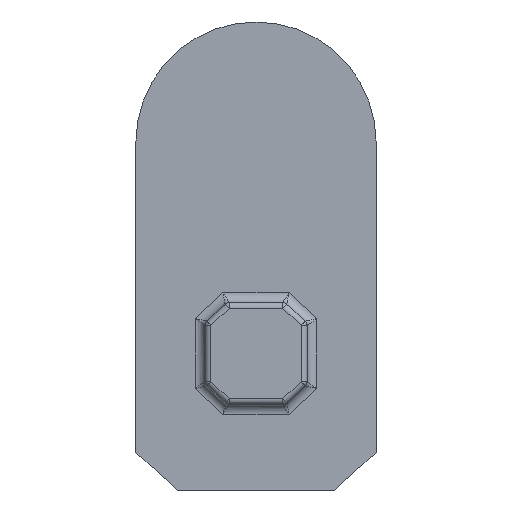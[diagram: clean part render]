
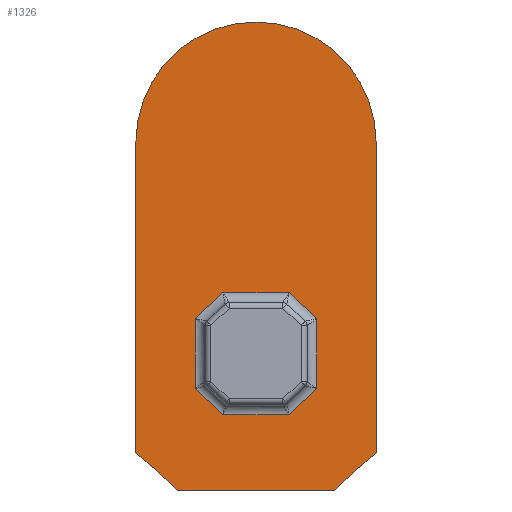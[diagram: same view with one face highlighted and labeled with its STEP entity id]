
A CAD part, front view. The second image highlights one B-rep face of the part: STEP entity #1326.
In plain terms, the highlighted planar face has unit normal (0, -1, 0).
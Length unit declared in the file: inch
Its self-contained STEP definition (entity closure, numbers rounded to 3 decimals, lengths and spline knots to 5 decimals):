
#44 = EDGE_LOOP ( 'NONE', ( #3566, #3919, #2511, #3716, #5918, #208 ) ) ;
#76 = VERTEX_POINT ( 'NONE', #6754 ) ;
#126 = VERTEX_POINT ( 'NONE', #5200 ) ;
#196 = EDGE_LOOP ( 'NONE', ( #640, #1879, #2312, #1640, #3341, #3034, #2682, #4681 ) ) ;
#208 = ORIENTED_EDGE ( 'NONE', *, *, #5212, .F. ) ;
#293 = CARTESIAN_POINT ( 'NONE',  ( 0.824, 0., 0. ) ) ;
#444 = DIRECTION ( 'NONE',  ( 0., 0., 1. ) ) ;
#452 = DIRECTION ( 'NONE',  ( 0., 1., 0. ) ) ;
#531 = FACE_BOUND ( 'NONE', #196, .T. ) ;
#576 = AXIS2_PLACEMENT_3D ( 'NONE', #7092, #3798, #444 ) ;
#616 = EDGE_CURVE ( 'NONE', #3849, #4138, #3530, .T. ) ;
#640 = ORIENTED_EDGE ( 'NONE', *, *, #5170, .T. ) ;
#832 = EDGE_CURVE ( 'NONE', #126, #76, #2340, .T. ) ;
#989 = CARTESIAN_POINT ( 'NONE',  ( 0., 0., 0. ) ) ;
#1086 = EDGE_CURVE ( 'NONE', #4765, #3899, #6869, .T. ) ;
#1107 = VECTOR ( 'NONE', #6181, 39.37008 ) ;
#1135 = FACE_OUTER_BOUND ( 'NONE', #44, .T. ) ;
#1144 = CARTESIAN_POINT ( 'NONE',  ( 0.39674, 0., -1.19042 ) ) ;
#1145 = CARTESIAN_POINT ( 'NONE',  ( -0.227, 0., -1.032 ) ) ;
#1306 = DIRECTION ( 'NONE',  ( 0., 0., 1. ) ) ;
#1326 = ADVANCED_FACE ( 'NONE', ( #531, #1135 ), #3272, .F. ) ;
#1523 = CARTESIAN_POINT ( 'NONE',  ( -0.4185, 0., -1.69027 ) ) ;
#1640 = ORIENTED_EDGE ( 'NONE', *, *, #2206, .T. ) ;
#1682 = DIRECTION ( 'NONE',  ( 0.731, 0., -0.682 ) ) ;
#1704 = VERTEX_POINT ( 'NONE', #5158 ) ;
#1797 = VERTEX_POINT ( 'NONE', #7099 ) ;
#1798 = VECTOR ( 'NONE', #5320, 39.37008 ) ;
#1827 = CARTESIAN_POINT ( 'NONE',  ( -0.2, 0., -1.869 ) ) ;
#1845 = VECTOR ( 'NONE', #1306, 39.37008 ) ;
#1879 = ORIENTED_EDGE ( 'NONE', *, *, #4470, .T. ) ;
#2032 = CARTESIAN_POINT ( 'NONE',  ( -0.824, 0., 0. ) ) ;
#2094 = VECTOR ( 'NONE', #2390, 39.37008 ) ;
#2105 = EDGE_CURVE ( 'NONE', #4138, #3150, #7218, .T. ) ;
#2170 = VECTOR ( 'NONE', #6454, 39.37008 ) ;
#2206 = EDGE_CURVE ( 'NONE', #6079, #4765, #6352, .T. ) ;
#2312 = ORIENTED_EDGE ( 'NONE', *, *, #3364, .T. ) ;
#2324 = DIRECTION ( 'NONE',  ( 0.731, 0., 0.682 ) ) ;
#2340 = LINE ( 'NONE', #2556, #2170 ) ;
#2344 = AXIS2_PLACEMENT_3D ( 'NONE', #989, #452, #4381 ) ;
#2345 = EDGE_CURVE ( 'NONE', #6009, #1704, #6036, .T. ) ;
#2390 = DIRECTION ( 'NONE',  ( -1., 0., 0. ) ) ;
#2511 = ORIENTED_EDGE ( 'NONE', *, *, #2105, .F. ) ;
#2556 = CARTESIAN_POINT ( 'NONE',  ( 0.54, 0., -2.387 ) ) ;
#2569 = LINE ( 'NONE', #5085, #5351 ) ;
#2682 = ORIENTED_EDGE ( 'NONE', *, *, #2753, .T. ) ;
#2753 = EDGE_CURVE ( 'NONE', #1797, #6009, #5859, .T. ) ;
#2798 = LINE ( 'NONE', #1144, #4066 ) ;
#2994 = LINE ( 'NONE', #6768, #4092 ) ;
#3014 = LINE ( 'NONE', #4247, #4496 ) ;
#3034 = ORIENTED_EDGE ( 'NONE', *, *, #5326, .T. ) ;
#3150 = VERTEX_POINT ( 'NONE', #6684 ) ;
#3164 = CARTESIAN_POINT ( 'NONE',  ( -0.39674, 0., -1.71058 ) ) ;
#3272 = PLANE ( 'NONE',  #2344 ) ;
#3334 = LINE ( 'NONE', #293, #1798 ) ;
#3341 = ORIENTED_EDGE ( 'NONE', *, *, #1086, .T. ) ;
#3364 = EDGE_CURVE ( 'NONE', #6617, #6079, #2994, .T. ) ;
#3418 = CARTESIAN_POINT ( 'NONE',  ( 0.227, 0., -1.869 ) ) ;
#3530 = LINE ( 'NONE', #5769, #1845 ) ;
#3566 = ORIENTED_EDGE ( 'NONE', *, *, #832, .F. ) ;
#3716 = ORIENTED_EDGE ( 'NONE', *, *, #616, .F. ) ;
#3798 = DIRECTION ( 'NONE',  ( 0., 1., 0. ) ) ;
#3849 = VERTEX_POINT ( 'NONE', #5432 ) ;
#3899 = VERTEX_POINT ( 'NONE', #1523 ) ;
#3919 = ORIENTED_EDGE ( 'NONE', *, *, #3993, .F. ) ;
#3993 = EDGE_CURVE ( 'NONE', #3150, #126, #3334, .T. ) ;
#4066 = VECTOR ( 'NONE', #1682, 39.37008 ) ;
#4092 = VECTOR ( 'NONE', #4558, 39.37008 ) ;
#4122 = DIRECTION ( 'NONE',  ( 1., 0., 0. ) ) ;
#4138 = VERTEX_POINT ( 'NONE', #2032 ) ;
#4247 = CARTESIAN_POINT ( 'NONE',  ( -0.824, 0., -2.129 ) ) ;
#4381 = DIRECTION ( 'NONE',  ( 0., 0., 1. ) ) ;
#4388 = CARTESIAN_POINT ( 'NONE',  ( -0.227, 0., -1.869 ) ) ;
#4396 = VECTOR ( 'NONE', #2324, 39.37008 ) ;
#4403 = CARTESIAN_POINT ( 'NONE',  ( -0.54, 0., -2.387 ) ) ;
#4470 = EDGE_CURVE ( 'NONE', #5916, #6617, #6325, .T. ) ;
#4496 = VECTOR ( 'NONE', #5908, 39.37008 ) ;
#4549 = VECTOR ( 'NONE', #4122, 39.37008 ) ;
#4558 = DIRECTION ( 'NONE',  ( -0.731, 0., -0.682 ) ) ;
#4681 = ORIENTED_EDGE ( 'NONE', *, *, #2345, .T. ) ;
#4765 = VERTEX_POINT ( 'NONE', #4388 ) ;
#4868 = VECTOR ( 'NONE', #5708, 39.37008 ) ;
#4928 = CARTESIAN_POINT ( 'NONE',  ( 0.4185, 0., -1.21073 ) ) ;
#5085 = CARTESIAN_POINT ( 'NONE',  ( -0.4185, 0., -1.2405 ) ) ;
#5158 = CARTESIAN_POINT ( 'NONE',  ( 0.227, 0., -1.032 ) ) ;
#5170 = EDGE_CURVE ( 'NONE', #1704, #5916, #2798, .T. ) ;
#5200 = CARTESIAN_POINT ( 'NONE',  ( 0.824, 0., -2.129 ) ) ;
#5202 = CARTESIAN_POINT ( 'NONE',  ( 0.2, 0., -1.032 ) ) ;
#5212 = EDGE_CURVE ( 'NONE', #76, #6410, #6843, .T. ) ;
#5320 = DIRECTION ( 'NONE',  ( 0., 0., -1. ) ) ;
#5326 = EDGE_CURVE ( 'NONE', #3899, #1797, #2569, .T. ) ;
#5351 = VECTOR ( 'NONE', #5662, 39.37008 ) ;
#5432 = CARTESIAN_POINT ( 'NONE',  ( -0.824, 0., -2.129 ) ) ;
#5605 = VECTOR ( 'NONE', #6480, 39.37008 ) ;
#5620 = CARTESIAN_POINT ( 'NONE',  ( -0.54, 0., -2.387 ) ) ;
#5629 = EDGE_CURVE ( 'NONE', #6410, #3849, #3014, .T. ) ;
#5662 = DIRECTION ( 'NONE',  ( 0., 0., 1. ) ) ;
#5694 = CARTESIAN_POINT ( 'NONE',  ( 0.4185, 0., -1.6605 ) ) ;
#5708 = DIRECTION ( 'NONE',  ( 0., 0., -1. ) ) ;
#5769 = CARTESIAN_POINT ( 'NONE',  ( -0.824, 0., 0. ) ) ;
#5859 = LINE ( 'NONE', #6239, #4396 ) ;
#5908 = DIRECTION ( 'NONE',  ( -0.74, 0., 0.672 ) ) ;
#5916 = VERTEX_POINT ( 'NONE', #4928 ) ;
#5918 = ORIENTED_EDGE ( 'NONE', *, *, #5629, .F. ) ;
#6009 = VERTEX_POINT ( 'NONE', #1145 ) ;
#6036 = LINE ( 'NONE', #5202, #4549 ) ;
#6079 = VERTEX_POINT ( 'NONE', #3418 ) ;
#6181 = DIRECTION ( 'NONE',  ( -1., 0., 0. ) ) ;
#6239 = CARTESIAN_POINT ( 'NONE',  ( -0.24674, 0., -1.05042 ) ) ;
#6325 = LINE ( 'NONE', #5694, #4868 ) ;
#6352 = LINE ( 'NONE', #1827, #2094 ) ;
#6410 = VERTEX_POINT ( 'NONE', #4403 ) ;
#6454 = DIRECTION ( 'NONE',  ( -0.74, 0., -0.672 ) ) ;
#6480 = DIRECTION ( 'NONE',  ( -0.731, 0., 0.682 ) ) ;
#6617 = VERTEX_POINT ( 'NONE', #7189 ) ;
#6684 = CARTESIAN_POINT ( 'NONE',  ( 0.824, 0., 0. ) ) ;
#6754 = CARTESIAN_POINT ( 'NONE',  ( 0.54, 0., -2.387 ) ) ;
#6768 = CARTESIAN_POINT ( 'NONE',  ( 0.24674, 0., -1.85058 ) ) ;
#6843 = LINE ( 'NONE', #5620, #1107 ) ;
#6869 = LINE ( 'NONE', #3164, #5605 ) ;
#7092 = CARTESIAN_POINT ( 'NONE',  ( 0., 0., 0. ) ) ;
#7099 = CARTESIAN_POINT ( 'NONE',  ( -0.4185, 0., -1.21073 ) ) ;
#7189 = CARTESIAN_POINT ( 'NONE',  ( 0.4185, 0., -1.69027 ) ) ;
#7218 = CIRCLE ( 'NONE', #576, 0.824 ) ;
